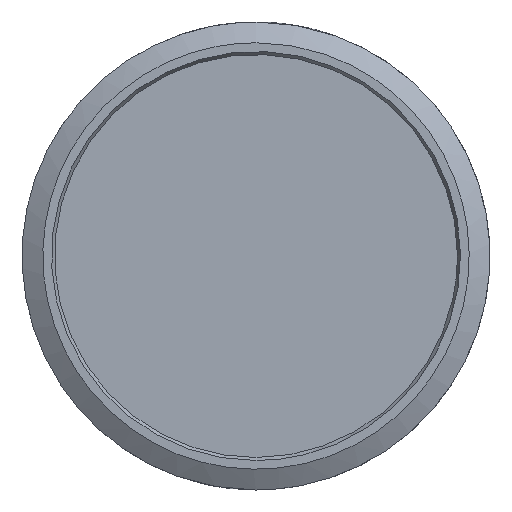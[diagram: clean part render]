
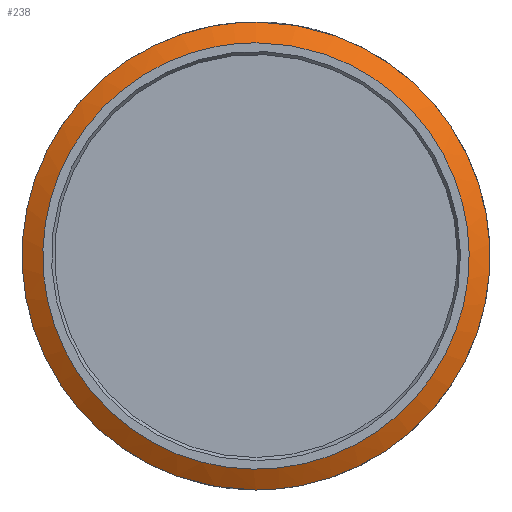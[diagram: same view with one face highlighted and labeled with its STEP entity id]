
A CAD part, front view. The second image highlights one B-rep face of the part: STEP entity #238.
In plain terms, the highlighted conical face has half-angle 60 degrees and reference radius 9 mm.
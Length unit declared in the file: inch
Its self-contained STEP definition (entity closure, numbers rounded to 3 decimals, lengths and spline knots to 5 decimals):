
#92 = CARTESIAN_POINT ( 'NONE',  ( 0.5982, 0.00278, 1.79121 ) ) ;
#109 = CARTESIAN_POINT ( 'NONE',  ( 0.50634, 0.00278, 1.68631 ) ) ;
#122 = CARTESIAN_POINT ( 'NONE',  ( 1.12556, 0.00278, 1.32941 ) ) ;
#131 = CARTESIAN_POINT ( 'NONE',  ( 1.0993, 0.00278, 1.29011 ) ) ;
#190 = CARTESIAN_POINT ( 'NONE',  ( 1.01435, -0.0154, 1.2497 ) ) ;
#207 = EDGE_LOOP ( 'NONE', ( #2821 ) ) ;
#238 = ADVANCED_FACE ( 'NONE', ( #2506, #3371 ), #1258, .T. ) ;
#296 = EDGE_LOOP ( 'NONE', ( #2464 ) ) ;
#400 = CARTESIAN_POINT ( 'NONE',  ( 0.47084, 0.00278, 1.60061 ) ) ;
#459 = CARTESIAN_POINT ( 'NONE',  ( 0.76957, 0.00278, 1.86219 ) ) ;
#465 = CARTESIAN_POINT ( 'NONE',  ( 0.55779, -0.0154, 1.30946 ) ) ;
#481 = CARTESIAN_POINT ( 'NONE',  ( 0.81595, -0.0154, 1.8307 ) ) ;
#488 = CARTESIAN_POINT ( 'NONE',  ( 0.81595, 0.00278, 1.15353 ) ) ;
#498 = CARTESIAN_POINT ( 'NONE',  ( 1.13038, -0.0154, 1.59236 ) ) ;
#688 = B_SPLINE_CURVE_WITH_KNOTS ( 'NONE', 3,
 ( #3278, #2982, #2684, #4018, #1757, #1404, #3633, #3027, #2072, #1698, #400, #109, #3987, #92, #1433, #2317, #459, #3674, #2697, #3317, #3044, #3959, #1393, #3344, #1743, #2059, #3304, #122, #131, #2016, #1730, #2652, #1110, #2361 ),
 .UNSPECIFIED., .T., .F.,
 ( 4, 2, 2, 2, 2, 2, 2, 2, 2, 2, 2, 2, 2, 2, 2, 2, 4 ),
 ( 0., 0.0625, 0.125, 0.1875, 0.25, 0.3125, 0.375, 0.4375, 0.5, 0.5625, 0.625, 0.6875, 0.75, 0.8125, 0.875, 0.9375, 1. ),
 .UNSPECIFIED. ) ;
#801 = EDGE_CURVE ( 'NONE', #842, #842, #2854, .T. ) ;
#806 = CARTESIAN_POINT ( 'NONE',  ( 0.97853, -0.0154, 1.78995 ) ) ;
#811 = CARTESIAN_POINT ( 'NONE',  ( 0.81595, -0.0154, 1.8307 ) ) ;
#831 = CARTESIAN_POINT ( 'NONE',  ( 0.97853, -0.0154, 1.22577 ) ) ;
#842 = VERTEX_POINT ( 'NONE', #811 ) ;
#896 = CARTESIAN_POINT ( 'NONE',  ( 0.81595, -0.0154, 1.8307 ) ) ;
#1102 = CARTESIAN_POINT ( 'NONE',  ( 0.50152, -0.0154, 1.42336 ) ) ;
#1110 = CARTESIAN_POINT ( 'NONE',  ( 0.86233, 0.00278, 1.15353 ) ) ;
#1131 = CARTESIAN_POINT ( 'NONE',  ( 0.61755, -0.0154, 1.2497 ) ) ;
#1147 = CARTESIAN_POINT ( 'NONE',  ( 0.90045, -0.0154, 1.19343 ) ) ;
#1258 = CONICAL_SURFACE ( 'NONE', #1353, 0.35433, 1.047 ) ;
#1353 = AXIS2_PLACEMENT_3D ( 'NONE', #3663, #1731, #1377 ) ;
#1377 = DIRECTION ( 'NONE',  ( 0., 0., 1. ) ) ;
#1393 = CARTESIAN_POINT ( 'NONE',  ( 1.12556, 0.00278, 1.68631 ) ) ;
#1404 = CARTESIAN_POINT ( 'NONE',  ( 0.5326, 0.00278, 1.29011 ) ) ;
#1433 = CARTESIAN_POINT ( 'NONE',  ( 0.6375, 0.00278, 1.81747 ) ) ;
#1441 = CARTESIAN_POINT ( 'NONE',  ( 0.85821, -0.0154, 1.8307 ) ) ;
#1454 = CARTESIAN_POINT ( 'NONE',  ( 0.49311, -0.0154, 1.4656 ) ) ;
#1467 = CARTESIAN_POINT ( 'NONE',  ( 0.50152, -0.0154, 1.59236 ) ) ;
#1485 = EDGE_CURVE ( 'NONE', #2997, #2997, #688, .T. ) ;
#1698 = CARTESIAN_POINT ( 'NONE',  ( 0.46162, 0.00278, 1.55424 ) ) ;
#1730 = CARTESIAN_POINT ( 'NONE',  ( 0.9944, 0.00278, 1.19825 ) ) ;
#1731 = DIRECTION ( 'NONE',  ( 0., 1., 0. ) ) ;
#1743 = CARTESIAN_POINT ( 'NONE',  ( 1.17028, 0.00278, 1.55424 ) ) ;
#1757 = CARTESIAN_POINT ( 'NONE',  ( 0.5982, 0.00278, 1.22451 ) ) ;
#1800 = CARTESIAN_POINT ( 'NONE',  ( 1.07411, -0.0154, 1.30946 ) ) ;
#1860 = CARTESIAN_POINT ( 'NONE',  ( 0.77369, -0.0154, 1.8307 ) ) ;
#2016 = CARTESIAN_POINT ( 'NONE',  ( 1.0337, 0.00278, 1.22451 ) ) ;
#2059 = CARTESIAN_POINT ( 'NONE',  ( 1.17028, 0.00278, 1.46148 ) ) ;
#2072 = CARTESIAN_POINT ( 'NONE',  ( 0.46162, 0.00278, 1.46148 ) ) ;
#2078 = CARTESIAN_POINT ( 'NONE',  ( 1.13878, -0.0154, 1.4656 ) ) ;
#2180 = CARTESIAN_POINT ( 'NONE',  ( 0.65336, -0.0154, 1.78995 ) ) ;
#2317 = CARTESIAN_POINT ( 'NONE',  ( 0.7232, 0.00278, 1.85297 ) ) ;
#2361 = CARTESIAN_POINT ( 'NONE',  ( 0.81595, 0.00278, 1.15353 ) ) ;
#2410 = CARTESIAN_POINT ( 'NONE',  ( 1.09804, -0.0154, 1.67045 ) ) ;
#2437 = CARTESIAN_POINT ( 'NONE',  ( 1.07411, -0.0154, 1.70626 ) ) ;
#2453 = CARTESIAN_POINT ( 'NONE',  ( 0.55779, -0.0154, 1.70626 ) ) ;
#2464 = ORIENTED_EDGE ( 'NONE', *, *, #1485, .F. ) ;
#2506 = FACE_BOUND ( 'NONE', #207, .T. ) ;
#2652 = CARTESIAN_POINT ( 'NONE',  ( 0.90869, 0.00278, 1.16275 ) ) ;
#2684 = CARTESIAN_POINT ( 'NONE',  ( 0.7232, 0.00278, 1.16275 ) ) ;
#2697 = CARTESIAN_POINT ( 'NONE',  ( 0.90869, 0.00278, 1.85297 ) ) ;
#2718 = CARTESIAN_POINT ( 'NONE',  ( 0.90045, -0.0154, 1.82229 ) ) ;
#2732 = CARTESIAN_POINT ( 'NONE',  ( 1.01435, -0.0154, 1.76602 ) ) ;
#2750 = CARTESIAN_POINT ( 'NONE',  ( 1.13038, -0.0154, 1.42336 ) ) ;
#2821 = ORIENTED_EDGE ( 'NONE', *, *, #801, .T. ) ;
#2828 = CARTESIAN_POINT ( 'NONE',  ( 0.73145, -0.0154, 1.82229 ) ) ;
#2854 = B_SPLINE_CURVE_WITH_KNOTS ( 'NONE', 3,
 ( #481, #1441, #2718, #806, #2732, #2437, #2410, #498, #3694, #2078, #2750, #3381, #1800, #190, #831, #1147, #3074, #3409, #3034, #3064, #1131, #465, #3393, #1102, #1454, #3351, #1467, #4052, #2453, #3806, #2180, #2828, #1860, #896 ),
 .UNSPECIFIED., .T., .F.,
 ( 4, 2, 2, 2, 2, 2, 2, 2, 2, 2, 2, 2, 2, 2, 2, 2, 4 ),
 ( 0., 0.0625, 0.125, 0.1875, 0.25, 0.3125, 0.375, 0.4375, 0.5, 0.5625, 0.625, 0.6875, 0.75, 0.8125, 0.875, 0.9375, 1. ),
 .UNSPECIFIED. ) ;
#2982 = CARTESIAN_POINT ( 'NONE',  ( 0.76957, 0.00278, 1.15353 ) ) ;
#2997 = VERTEX_POINT ( 'NONE', #488 ) ;
#3027 = CARTESIAN_POINT ( 'NONE',  ( 0.47084, 0.00278, 1.41512 ) ) ;
#3034 = CARTESIAN_POINT ( 'NONE',  ( 0.73145, -0.0154, 1.19343 ) ) ;
#3044 = CARTESIAN_POINT ( 'NONE',  ( 1.0337, 0.00278, 1.79121 ) ) ;
#3064 = CARTESIAN_POINT ( 'NONE',  ( 0.65336, -0.0154, 1.22577 ) ) ;
#3074 = CARTESIAN_POINT ( 'NONE',  ( 0.85821, -0.0154, 1.18503 ) ) ;
#3278 = CARTESIAN_POINT ( 'NONE',  ( 0.81595, 0.00278, 1.15353 ) ) ;
#3304 = CARTESIAN_POINT ( 'NONE',  ( 1.16106, 0.00278, 1.41512 ) ) ;
#3317 = CARTESIAN_POINT ( 'NONE',  ( 0.9944, 0.00278, 1.81747 ) ) ;
#3344 = CARTESIAN_POINT ( 'NONE',  ( 1.16106, 0.00278, 1.60061 ) ) ;
#3351 = CARTESIAN_POINT ( 'NONE',  ( 0.49311, -0.0154, 1.55012 ) ) ;
#3371 = FACE_OUTER_BOUND ( 'NONE', #296, .T. ) ;
#3381 = CARTESIAN_POINT ( 'NONE',  ( 1.09804, -0.0154, 1.34528 ) ) ;
#3393 = CARTESIAN_POINT ( 'NONE',  ( 0.53386, -0.0154, 1.34528 ) ) ;
#3409 = CARTESIAN_POINT ( 'NONE',  ( 0.77369, -0.0154, 1.18503 ) ) ;
#3633 = CARTESIAN_POINT ( 'NONE',  ( 0.50634, 0.00278, 1.32941 ) ) ;
#3663 = CARTESIAN_POINT ( 'NONE',  ( 0.81595, 0.00278, 1.50786 ) ) ;
#3674 = CARTESIAN_POINT ( 'NONE',  ( 0.86233, 0.00278, 1.86219 ) ) ;
#3694 = CARTESIAN_POINT ( 'NONE',  ( 1.13878, -0.0154, 1.55012 ) ) ;
#3806 = CARTESIAN_POINT ( 'NONE',  ( 0.61755, -0.0154, 1.76602 ) ) ;
#3959 = CARTESIAN_POINT ( 'NONE',  ( 1.0993, 0.00278, 1.72561 ) ) ;
#3987 = CARTESIAN_POINT ( 'NONE',  ( 0.5326, 0.00278, 1.72561 ) ) ;
#4018 = CARTESIAN_POINT ( 'NONE',  ( 0.6375, 0.00278, 1.19825 ) ) ;
#4052 = CARTESIAN_POINT ( 'NONE',  ( 0.53386, -0.0154, 1.67045 ) ) ;
